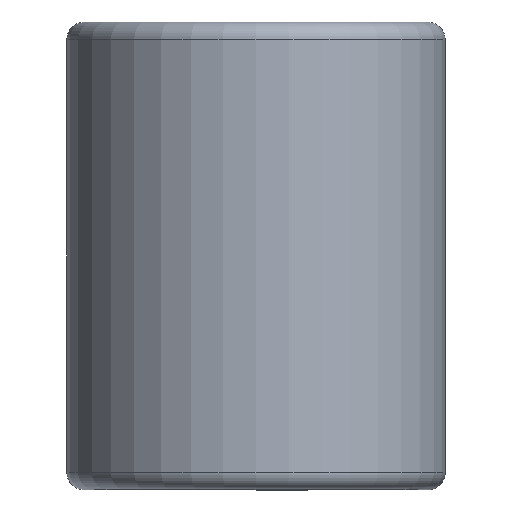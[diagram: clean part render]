
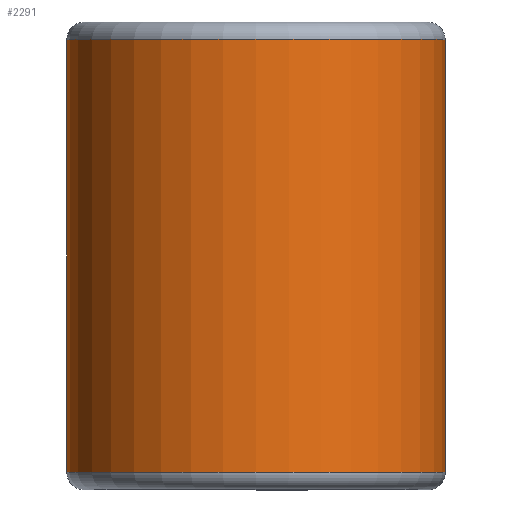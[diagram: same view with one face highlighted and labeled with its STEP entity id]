
A CAD part, top view. The second image highlights one B-rep face of the part: STEP entity #2291.
In plain terms, the highlighted cylindrical face has radius 8.357 mm (diameter 16.713 mm), a partial arc.
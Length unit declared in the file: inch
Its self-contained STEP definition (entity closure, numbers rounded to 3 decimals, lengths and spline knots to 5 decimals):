
#21 = CARTESIAN_POINT ( 'NONE',  ( 0., 0.37625, -0.329 ) ) ;
#25 = DIRECTION ( 'NONE',  ( 0., 0., -1. ) ) ;
#54 = ORIENTED_EDGE ( 'NONE', *, *, #245, .T. ) ;
#84 = VERTEX_POINT ( 'NONE', #21 ) ;
#178 = VERTEX_POINT ( 'NONE', #324 ) ;
#220 = CARTESIAN_POINT ( 'NONE',  ( 0.329, 0.37625, 0. ) ) ;
#245 = EDGE_CURVE ( 'NONE', #965, #84, #1003, .T. ) ;
#324 = CARTESIAN_POINT ( 'NONE',  ( 0., -0.37625, -0.329 ) ) ;
#480 = EDGE_LOOP ( 'NONE', ( #1498, #54, #1325, #2005 ) ) ;
#562 = AXIS2_PLACEMENT_3D ( 'NONE', #2068, #993, #2243 ) ;
#579 = DIRECTION ( 'NONE',  ( 0., 1., 0. ) ) ;
#658 = EDGE_CURVE ( 'NONE', #1302, #965, #783, .T. ) ;
#691 = FACE_OUTER_BOUND ( 'NONE', #480, .T. ) ;
#783 = LINE ( 'NONE', #1509, #1293 ) ;
#798 = EDGE_CURVE ( 'NONE', #178, #84, #2212, .T. ) ;
#965 = VERTEX_POINT ( 'NONE', #220 ) ;
#967 = CYLINDRICAL_SURFACE ( 'NONE', #2303, 0.329 ) ;
#993 = DIRECTION ( 'NONE',  ( 0., -1., 0. ) ) ;
#1003 = CIRCLE ( 'NONE', #1461, 0.329 ) ;
#1156 = CARTESIAN_POINT ( 'NONE',  ( 0., 0.375, 0. ) ) ;
#1203 = DIRECTION ( 'NONE',  ( 0., 1., 0. ) ) ;
#1282 = VECTOR ( 'NONE', #1203, 39.37008 ) ;
#1293 = VECTOR ( 'NONE', #579, 39.37008 ) ;
#1302 = VERTEX_POINT ( 'NONE', #1946 ) ;
#1320 = DIRECTION ( 'NONE',  ( 0., 0., -1. ) ) ;
#1325 = ORIENTED_EDGE ( 'NONE', *, *, #798, .F. ) ;
#1341 = DIRECTION ( 'NONE',  ( 0., -1., 0. ) ) ;
#1365 = DIRECTION ( 'NONE',  ( 0., -1., 0. ) ) ;
#1461 = AXIS2_PLACEMENT_3D ( 'NONE', #1507, #1365, #1320 ) ;
#1498 = ORIENTED_EDGE ( 'NONE', *, *, #658, .T. ) ;
#1507 = CARTESIAN_POINT ( 'NONE',  ( 0., 0.37625, 0. ) ) ;
#1509 = CARTESIAN_POINT ( 'NONE',  ( 0.329, 0.37625, 0. ) ) ;
#1575 = CARTESIAN_POINT ( 'NONE',  ( 0., 0.37625, -0.329 ) ) ;
#1597 = CIRCLE ( 'NONE', #562, 0.329 ) ;
#1946 = CARTESIAN_POINT ( 'NONE',  ( 0.329, -0.37625, 0. ) ) ;
#2005 = ORIENTED_EDGE ( 'NONE', *, *, #2045, .F. ) ;
#2045 = EDGE_CURVE ( 'NONE', #1302, #178, #1597, .T. ) ;
#2068 = CARTESIAN_POINT ( 'NONE',  ( 0., -0.37625, 0. ) ) ;
#2212 = LINE ( 'NONE', #1575, #1282 ) ;
#2243 = DIRECTION ( 'NONE',  ( 0., 0., -1. ) ) ;
#2291 = ADVANCED_FACE ( 'NONE', ( #691 ), #967, .T. ) ;
#2303 = AXIS2_PLACEMENT_3D ( 'NONE', #1156, #1341, #25 ) ;
